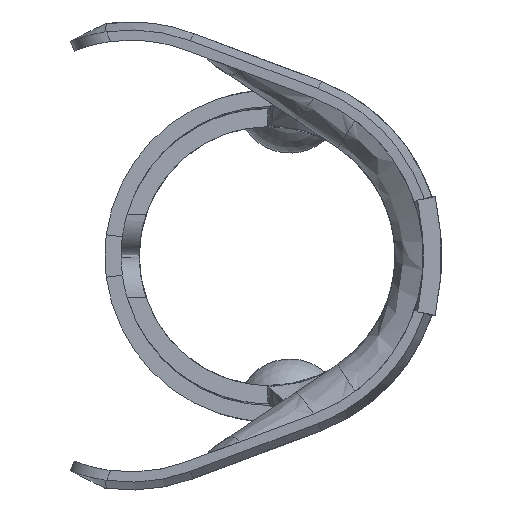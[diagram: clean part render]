
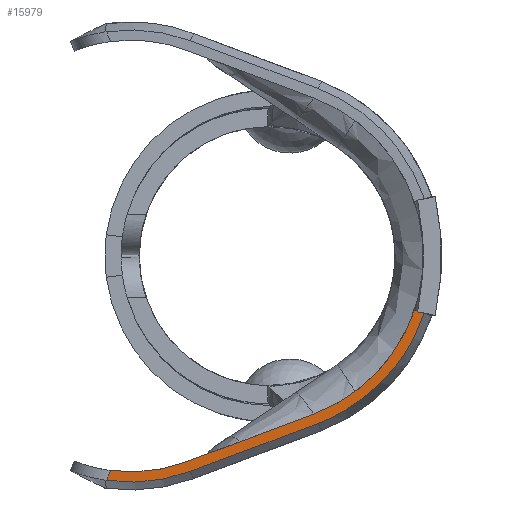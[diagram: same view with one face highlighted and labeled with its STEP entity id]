
A CAD part, left-side view. The second image highlights one B-rep face of the part: STEP entity #15979.
In plain terms, the highlighted planar face has unit normal (-0.996, 0.087, 0).
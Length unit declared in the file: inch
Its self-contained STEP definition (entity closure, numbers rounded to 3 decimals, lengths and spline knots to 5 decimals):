
#236 = CARTESIAN_POINT ( 'NONE',  ( 0.02409, 0.10429, -0.22295 ) ) ;
#311 = VERTEX_POINT ( 'NONE', #12183 ) ;
#790 = ORIENTED_EDGE ( 'NONE', *, *, #23981, .F. ) ;
#1285 = LINE ( 'NONE', #8735, #23428 ) ;
#1344 = EDGE_CURVE ( 'NONE', #17467, #10417, #13058, .T. ) ;
#1509 = ORIENTED_EDGE ( 'NONE', *, *, #21313, .F. ) ;
#1796 = CARTESIAN_POINT ( 'NONE',  ( 0.00819, -0.07742, -0.155 ) ) ;
#1949 = CARTESIAN_POINT ( 'NONE',  ( 0.02537, 0.11894, -0.1165 ) ) ;
#2232 = VERTEX_POINT ( 'NONE', #21208 ) ;
#3092 = CARTESIAN_POINT ( 'NONE',  ( 0.00688, -0.0924, -0.13851 ) ) ;
#3617 = CARTESIAN_POINT ( 'NONE',  ( 0.00199, -0.14828, -0.07262 ) ) ;
#3821 =( BOUNDED_CURVE ( )  B_SPLINE_CURVE ( 3, ( #19800, #3092, #10545, #17979 ),
 .UNSPECIFIED., .F., .F. ) 
 B_SPLINE_CURVE_WITH_KNOTS ( ( 4, 4 ),
 ( 5.07023, 5.9586 ),
 .UNSPECIFIED. ) 
 CURVE ( )  GEOMETRIC_REPRESENTATION_ITEM ( )  RATIONAL_B_SPLINE_CURVE ( ( 1., 0.935, 0.935, 1. ) ) 
 REPRESENTATION_ITEM ( '' )  );
#4274 = VERTEX_POINT ( 'NONE', #11474 ) ;
#4277 = ORIENTED_EDGE ( 'NONE', *, *, #21634, .F. ) ;
#4375 = EDGE_CURVE ( 'NONE', #311, #10191, #1285, .T. ) ;
#4684 = ORIENTED_EDGE ( 'NONE', *, *, #15391, .F. ) ;
#5880 = CARTESIAN_POINT ( 'NONE',  ( 0.02645, 0.1313, -0.21553 ) ) ;
#6317 = CARTESIAN_POINT ( 'NONE',  ( 0., -0.171, -0.2315 ) ) ;
#6466 = CARTESIAN_POINT ( 'NONE',  ( 0.02899, 0.16041, -0.22187 ) ) ;
#6599 = DIRECTION ( 'NONE',  ( 0.082, 0.934, -0.349 ) ) ;
#6715 = VERTEX_POINT ( 'NONE', #7012 ) ;
#7012 = CARTESIAN_POINT ( 'NONE',  ( 0.02183, 0.07847, -0.21329 ) ) ;
#7144 = ORIENTED_EDGE ( 'NONE', *, *, #13894, .F. ) ;
#7339 = VECTOR ( 'NONE', #18911, 39.37008 ) ;
#7665 = CARTESIAN_POINT ( 'NONE',  ( 0.0266, 0.13302, -0.22598 ) ) ;
#8735 = CARTESIAN_POINT ( 'NONE',  ( -0.00445, -0.22181, -0.07935 ) ) ;
#8810 = CARTESIAN_POINT ( 'NONE',  ( 0.00151, -0.15369, -0.05643 ) ) ;
#9231 = CARTESIAN_POINT ( 'NONE',  ( 0.01075, -0.04808, -0.16597 ) ) ;
#9387 = DIRECTION ( 'NONE',  ( 0.032, 0.366, -0.93 ) ) ;
#10191 = VERTEX_POINT ( 'NONE', #8810 ) ;
#10417 = VERTEX_POINT ( 'NONE', #6466 ) ;
#10545 = CARTESIAN_POINT ( 'NONE',  ( 0.00376, -0.12797, -0.10174 ) ) ;
#11072 = CARTESIAN_POINT ( 'NONE',  ( 0.00266, -0.14055, -0.08842 ) ) ;
#11148 = AXIS2_PLACEMENT_3D ( 'NONE', #6317, #13777, #21194 ) ;
#11450 = ORIENTED_EDGE ( 'NONE', *, *, #1344, .T. ) ;
#11474 = CARTESIAN_POINT ( 'NONE',  ( 0.01107, -0.04449, -0.15642 ) ) ;
#11491 = CARTESIAN_POINT ( 'NONE',  ( 0.015, 0.00041, -0.17321 ) ) ;
#12183 = CARTESIAN_POINT ( 'NONE',  ( 0.00234, -0.14428, -0.05326 ) ) ;
#12875 = EDGE_LOOP ( 'NONE', ( #19262, #4684, #1509, #7144, #11450, #4277, #790, #18308 ) ) ;
#13058 = LINE ( 'NONE', #1949, #21411 ) ;
#13350 = CARTESIAN_POINT ( 'NONE',  ( 0.02423, 0.10595, -0.21268 ) ) ;
#13777 = DIRECTION ( 'NONE',  ( 0.996, -0.087, 0. ) ) ;
#13894 = EDGE_CURVE ( 'NONE', #17467, #19936, #17220, .T. ) ;
#14731 = CARTESIAN_POINT ( 'NONE',  ( 0.00151, -0.15369, -0.05643 ) ) ;
#15028 = CARTESIAN_POINT ( 'NONE',  ( 0.02214, 0.08206, -0.20374 ) ) ;
#15118 = CARTESIAN_POINT ( 'NONE',  ( 0.02899, 0.16041, -0.22187 ) ) ;
#15391 = EDGE_CURVE ( 'NONE', #4274, #311, #3821, .T. ) ;
#15603 = FACE_OUTER_BOUND ( 'NONE', #12875, .T. ) ;
#15881 = LINE ( 'NONE', #23300, #22904 ) ;
#15979 = ADVANCED_FACE ( 'NONE', ( #15603 ), #23023, .F. ) ;
#16177 = DIRECTION ( 'NONE',  ( -0.083, -0.945, -0.318 ) ) ;
#16942 = CARTESIAN_POINT ( 'NONE',  ( 0.02183, 0.07847, -0.21329 ) ) ;
#16961 = EDGE_CURVE ( 'NONE', #10191, #2232, #17876, .T. ) ;
#17220 =( BOUNDED_CURVE ( )  B_SPLINE_CURVE ( 3, ( #22597, #5880, #13350, #20760 ),
 .UNSPECIFIED., .F., .F. ) 
 B_SPLINE_CURVE_WITH_KNOTS ( ( 4, 4 ),
 ( 4.57838, 5.07023 ),
 .UNSPECIFIED. ) 
 CURVE ( )  GEOMETRIC_REPRESENTATION_ITEM ( )  RATIONAL_B_SPLINE_CURVE ( ( 1., 0.98, 0.98, 1. ) ) 
 REPRESENTATION_ITEM ( '' )  );
#17467 = VERTEX_POINT ( 'NONE', #18702 ) ;
#17876 = B_SPLINE_CURVE_WITH_KNOTS ( 'NONE', 3,
 ( #14731, #3617, #11072, #18500, #1796, #9231 ),
 .UNSPECIFIED., .F., .F.,
 ( 4, 2, 4 ),
 ( 0.00145, 0.00271, 0.00543 ),
 .UNSPECIFIED. ) ;
#17979 = CARTESIAN_POINT ( 'NONE',  ( 0.00234, -0.14428, -0.05326 ) ) ;
#18308 = ORIENTED_EDGE ( 'NONE', *, *, #16961, .F. ) ;
#18500 = CARTESIAN_POINT ( 'NONE',  ( 0.00544, -0.10885, -0.13311 ) ) ;
#18702 = CARTESIAN_POINT ( 'NONE',  ( 0.02866, 0.15658, -0.21212 ) ) ;
#18911 = DIRECTION ( 'NONE',  ( -0.082, -0.934, 0.349 ) ) ;
#19262 = ORIENTED_EDGE ( 'NONE', *, *, #4375, .F. ) ;
#19800 = CARTESIAN_POINT ( 'NONE',  ( 0.01107, -0.04449, -0.15642 ) ) ;
#19936 = VERTEX_POINT ( 'NONE', #15028 ) ;
#20760 = CARTESIAN_POINT ( 'NONE',  ( 0.02214, 0.08206, -0.20374 ) ) ;
#21194 = DIRECTION ( 'NONE',  ( 0.087, 0.996, 0. ) ) ;
#21208 = CARTESIAN_POINT ( 'NONE',  ( 0.01075, -0.04808, -0.16597 ) ) ;
#21313 = EDGE_CURVE ( 'NONE', #19936, #4274, #22573, .T. ) ;
#21381 = B_SPLINE_CURVE_WITH_KNOTS ( 'NONE', 3,
 ( #16942, #236, #7665, #15118 ),
 .UNSPECIFIED., .F., .F.,
 ( 4, 4 ),
 ( 0., 0.00212 ),
 .UNSPECIFIED. ) ;
#21411 = VECTOR ( 'NONE', #9387, 39.37008 ) ;
#21634 = EDGE_CURVE ( 'NONE', #6715, #10417, #21381, .T. ) ;
#22573 = LINE ( 'NONE', #11491, #7339 ) ;
#22597 = CARTESIAN_POINT ( 'NONE',  ( 0.02866, 0.15658, -0.21212 ) ) ;
#22904 = VECTOR ( 'NONE', #6599, 39.37008 ) ;
#23023 = PLANE ( 'NONE',  #11148 ) ;
#23300 = CARTESIAN_POINT ( 'NONE',  ( 0.00318, -0.13467, -0.13359 ) ) ;
#23428 = VECTOR ( 'NONE', #16177, 39.37008 ) ;
#23981 = EDGE_CURVE ( 'NONE', #2232, #6715, #15881, .T. ) ;
